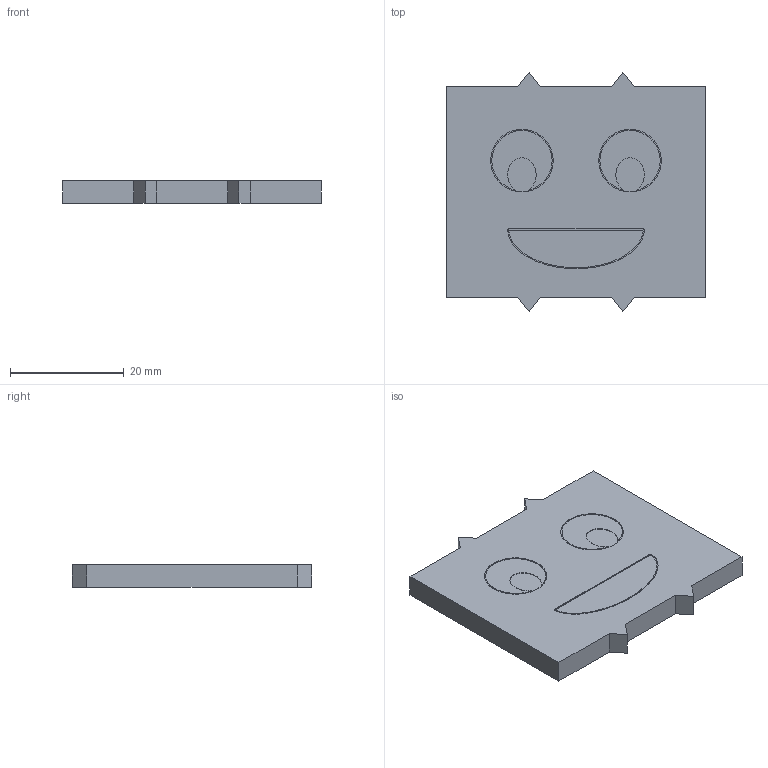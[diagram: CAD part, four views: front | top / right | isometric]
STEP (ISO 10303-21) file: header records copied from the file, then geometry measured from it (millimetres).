
FILE_DESCRIPTION (( 'STEP AP214' ), '1' );
FILE_NAME ('Modular bracket gezicht.STEP', '2023-06-01T11:14:26', ( '' ), ( '' ), 'SwSTEP 2.0', 'SolidWorks 2022', '' );
FILE_SCHEMA (( 'AUTOMOTIVE_DESIGN' ));
Length unit declared in the file: millimetre
Products named in the file (1): Modular bracket gezicht
Bounding box: 45.5 x 42 x 4 mm (x, y, z)
Volume: 6806.9 mm3; surface area: 4132.3 mm2
Topology: 1 solids, 1 shells, 46 faces, 114 edges, 76 vertices
Faces by surface type: plane 26, cylinder 16, bspline 4
Entity records: 1479 total; most frequent: CARTESIAN_POINT 349, ORIENTED_EDGE 228, DIRECTION 224, EDGE_CURVE 114, VERTEX_POINT 76, AXIS2_PLACEMENT_3D 75, LINE 74, VECTOR 74
